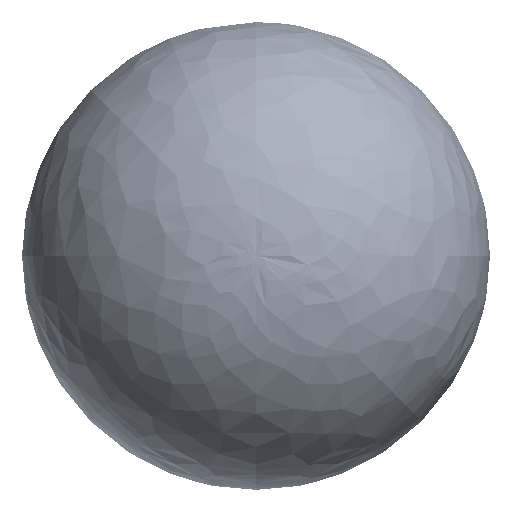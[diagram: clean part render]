
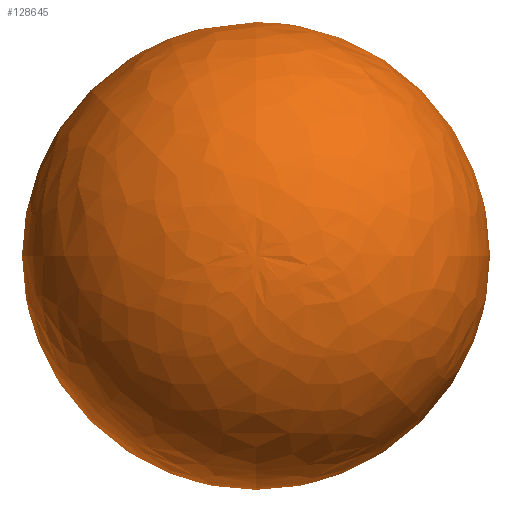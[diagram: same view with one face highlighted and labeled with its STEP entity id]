
A CAD part, top view. The second image highlights one B-rep face of the part: STEP entity #128645.
In plain terms, the highlighted free-form (B-spline) face has degree [2, 2] with [5, 9] control points.
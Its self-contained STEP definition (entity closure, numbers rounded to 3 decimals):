
#5881=(
BOUNDED_SURFACE()
B_SPLINE_SURFACE(2,2,((#266217,#266218,#266219,#266220,#266221,#266222,
#266223,#266224,#266225),(#266226,#266227,#266228,#266229,#266230,#266231,
#266232,#266233,#266234),(#266235,#266236,#266237,#266238,#266239,#266240,
#266241,#266242,#266243),(#266244,#266245,#266246,#266247,#266248,#266249,
#266250,#266251,#266252),(#266253,#266254,#266255,#266256,#266257,#266258,
#266259,#266260,#266261)),.UNSPECIFIED.,.F.,.T.,.F.)
B_SPLINE_SURFACE_WITH_KNOTS((3,2,3),(3,2,2,2,3),(-1.618,-0.307,
1.004),(-3.142,-1.571,0.,1.571,
3.142),.UNSPECIFIED.)
GEOMETRIC_REPRESENTATION_ITEM()
RATIONAL_B_SPLINE_SURFACE(((1.,0.707,1.,0.707,1.,
0.707,1.,0.707,1.),(0.793,0.561,
0.793,0.561,0.793,0.561,
0.793,0.561,0.793),(1.,0.707,
1.,0.707,1.,0.707,1.,0.707,1.),(0.793,
0.561,0.793,0.561,0.793,
0.561,0.793,0.561,0.793),
(1.,0.707,1.,0.707,1.,0.707,1.,0.707,
1.)))
REPRESENTATION_ITEM('')
SURFACE()
);
#15735=FACE_OUTER_BOUND('',#24199,.T.);
#24199=EDGE_LOOP('',(#111091,#111092,#111093));
#31083=CIRCLE('',#142527,614.165);
#31084=CIRCLE('',#142528,1050.);
#57854=VERTEX_POINT('',#266214);
#57855=VERTEX_POINT('',#266262);
#75603=EDGE_CURVE('',#57854,#57854,#31083,.T.);
#75604=EDGE_CURVE('',#57854,#57855,#31084,.T.);
#111091=ORIENTED_EDGE('',*,*,#75603,.F.);
#111092=ORIENTED_EDGE('',*,*,#75604,.T.);
#111093=ORIENTED_EDGE('',*,*,#75604,.F.);
#128645=ADVANCED_FACE('',(#15735),#5881,.F.);
#142527=AXIS2_PLACEMENT_3D('',#266216,#177014,#177015);
#142528=AXIS2_PLACEMENT_3D('',#266263,#177016,#177017);
#177014=DIRECTION('center_axis',(-1.,0.,0.));
#177015=DIRECTION('ref_axis',(0.,0.,1.));
#177016=DIRECTION('center_axis',(0.,-1.,0.));
#177017=DIRECTION('ref_axis',(0.,0.,
-1.));
#266214=CARTESIAN_POINT('',(-885.561,50.,-614.165));
#266216=CARTESIAN_POINT('Origin',(-885.561,50.,0.));
#266217=CARTESIAN_POINT('Ctrl Pts',(1048.809,50.,0.));
#266218=CARTESIAN_POINT('Ctrl Pts',(1048.809,50.,0.));
#266219=CARTESIAN_POINT('Ctrl Pts',(1048.809,50.,0.));
#266220=CARTESIAN_POINT('Ctrl Pts',(1048.809,50.,0.));
#266221=CARTESIAN_POINT('Ctrl Pts',(1048.809,50.,0.));
#266222=CARTESIAN_POINT('Ctrl Pts',(1048.809,50.,0.));
#266223=CARTESIAN_POINT('Ctrl Pts',(1048.809,50.,0.));
#266224=CARTESIAN_POINT('Ctrl Pts',(1048.809,50.,0.));
#266225=CARTESIAN_POINT('Ctrl Pts',(1048.809,50.,0.));
#266226=CARTESIAN_POINT('Ctrl Pts',(1087.255,50.,-806.449));
#266227=CARTESIAN_POINT('Ctrl Pts',(1087.255,-756.449,
-806.449));
#266228=CARTESIAN_POINT('Ctrl Pts',(1087.255,-756.449,
0.));
#266229=CARTESIAN_POINT('Ctrl Pts',(1087.255,-756.449,
806.449));
#266230=CARTESIAN_POINT('Ctrl Pts',(1087.255,50.,806.449));
#266231=CARTESIAN_POINT('Ctrl Pts',(1087.255,856.449,806.449));
#266232=CARTESIAN_POINT('Ctrl Pts',(1087.255,856.449,0.));
#266233=CARTESIAN_POINT('Ctrl Pts',(1087.255,856.449,-806.449));
#266234=CARTESIAN_POINT('Ctrl Pts',(1087.255,50.,-806.449));
#266235=CARTESIAN_POINT('Ctrl Pts',(317.745,50.,-1050.769));
#266236=CARTESIAN_POINT('Ctrl Pts',(317.745,-1000.769,
-1050.769));
#266237=CARTESIAN_POINT('Ctrl Pts',(317.745,-1000.769,
0.));
#266238=CARTESIAN_POINT('Ctrl Pts',(317.745,-1000.769,
1050.769));
#266239=CARTESIAN_POINT('Ctrl Pts',(317.745,50.,1050.769));
#266240=CARTESIAN_POINT('Ctrl Pts',(317.745,1100.769,1050.769));
#266241=CARTESIAN_POINT('Ctrl Pts',(317.745,1100.769,0.));
#266242=CARTESIAN_POINT('Ctrl Pts',(317.745,1100.769,-1050.769));
#266243=CARTESIAN_POINT('Ctrl Pts',(317.745,50.,-1050.769));
#266244=CARTESIAN_POINT('Ctrl Pts',(-451.764,50.,-1295.089));
#266245=CARTESIAN_POINT('Ctrl Pts',(-451.764,-1245.089,
-1295.089));
#266246=CARTESIAN_POINT('Ctrl Pts',(-451.764,-1245.089,
0.));
#266247=CARTESIAN_POINT('Ctrl Pts',(-451.764,-1245.089,
1295.089));
#266248=CARTESIAN_POINT('Ctrl Pts',(-451.764,50.,1295.089));
#266249=CARTESIAN_POINT('Ctrl Pts',(-451.764,1345.089,1295.089));
#266250=CARTESIAN_POINT('Ctrl Pts',(-451.764,1345.089,0.));
#266251=CARTESIAN_POINT('Ctrl Pts',(-451.764,1345.089,-1295.089));
#266252=CARTESIAN_POINT('Ctrl Pts',(-451.764,50.,-1295.089));
#266253=CARTESIAN_POINT('Ctrl Pts',(-885.561,50.,-614.165));
#266254=CARTESIAN_POINT('Ctrl Pts',(-885.561,-564.165,
-614.165));
#266255=CARTESIAN_POINT('Ctrl Pts',(-885.561,-564.165,
0.));
#266256=CARTESIAN_POINT('Ctrl Pts',(-885.561,-564.165,
614.165));
#266257=CARTESIAN_POINT('Ctrl Pts',(-885.561,50.,614.165));
#266258=CARTESIAN_POINT('Ctrl Pts',(-885.561,664.165,614.165));
#266259=CARTESIAN_POINT('Ctrl Pts',(-885.561,664.165,0.));
#266260=CARTESIAN_POINT('Ctrl Pts',(-885.561,664.165,-614.165));
#266261=CARTESIAN_POINT('Ctrl Pts',(-885.561,50.,-614.165));
#266262=CARTESIAN_POINT('',(1048.809,50.,0.));
#266263=CARTESIAN_POINT('Origin',(0.,50.,
-50.));
